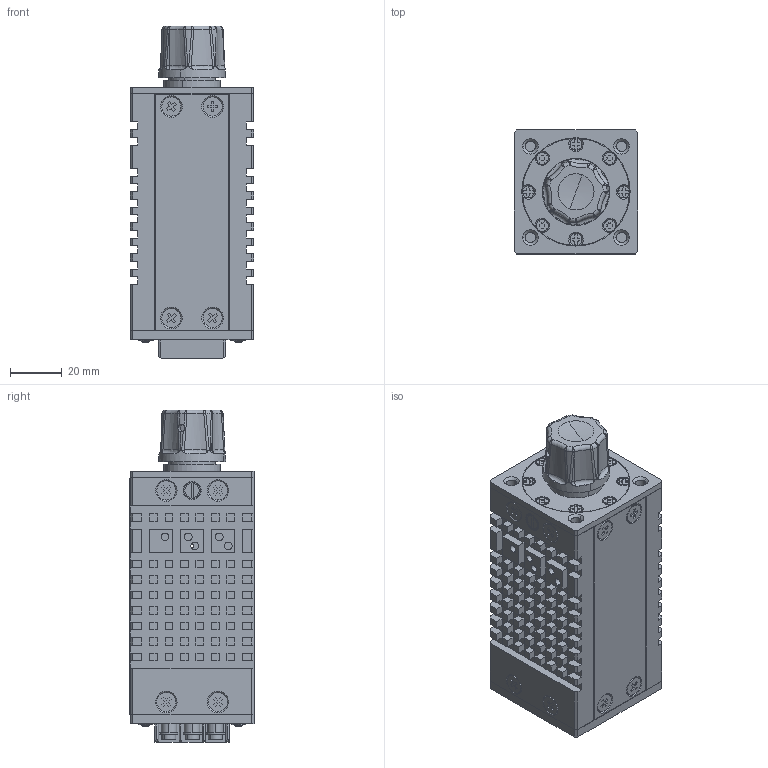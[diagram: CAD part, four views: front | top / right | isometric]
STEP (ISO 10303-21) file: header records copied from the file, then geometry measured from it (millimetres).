
FILE_DESCRIPTION (( 'STEP AP214' ), '1' );
FILE_NAME ('ﾐﾍﾖ-1.STEP', '2015-07-23T13:39:04', ( 'kasatonov' ), ( '' ), 'SwSTEP 2.0', 'SolidWorks 2014', '' );
FILE_SCHEMA (( 'AUTOMOTIVE_DESIGN' ));
Length unit declared in the file: millimetre
Products named in the file (1): ﾐﾍﾖ-1
Bounding box: 48 x 48.09 x 128.7 mm (x, y, z)
Volume: 101289.6 mm3; surface area: 81620.2 mm2
Topology: 70 solids, 70 shells, 3096 faces, 7909 edges, 5132 vertices
Faces by surface type: plane 1833, cylinder 548, bspline 367, cone 307, torus 35, sphere 6
Entity records: 137493 total; most frequent: CARTESIAN_POINT 29205, ORIENTED_EDGE 15742, DIRECTION 13905, EDGE_CURVE 7871, VECTOR 5489, LINE 5489, VERTEX_POINT 5126, AXIS2_PLACEMENT_3D 4208
